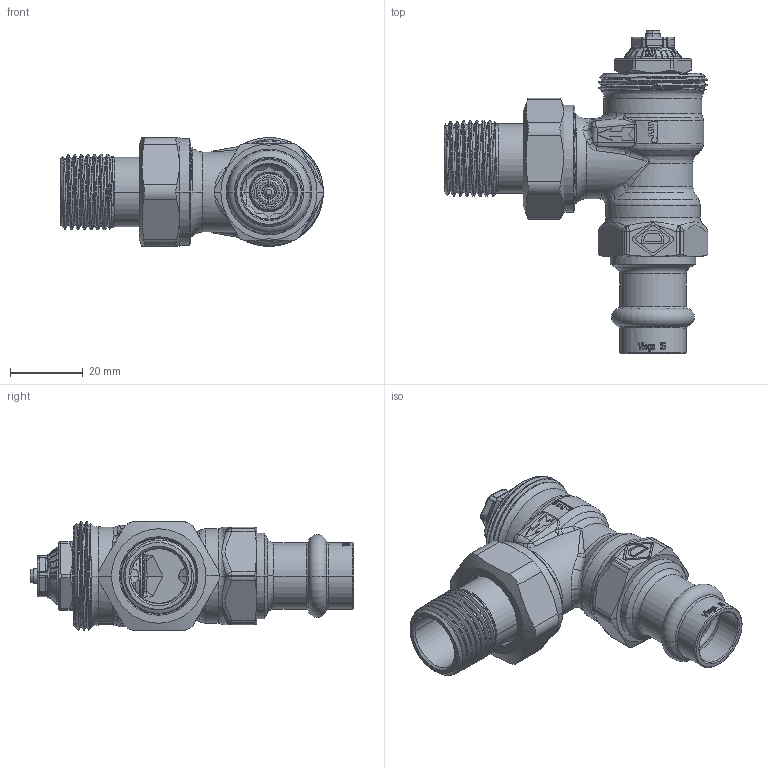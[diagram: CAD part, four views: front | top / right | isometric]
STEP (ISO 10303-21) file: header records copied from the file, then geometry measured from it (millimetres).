
FILE_DESCRIPTION((''),'2;1');
FILE_NAME('3941-15-000-GEW-O-B_SW0002','2015-03-09T',('marann'),(''),'PRO/ENGINEER BY PARAMETRIC TECHNOLOGY CORPORATION, 2011490','PRO/ENGINEER BY PARAMETRIC TECHNOLOGY CORPORATION, 2011490','');
FILE_SCHEMA(('CONFIG_CONTROL_DESIGN'));
Products named in the file (1): 3941-15-000-GEW-O-B_SW0002
Bounding box: 72.58 x 89.05 x 30 mm (x, y, z)
Volume: 31403.2 mm3; surface area: 27554.9 mm2
Topology: 3 solids, 3 shells, 1587 faces, 4118 edges, 2583 vertices
Faces by surface type: plane 629, cylinder 403, bspline 194, torus 149, cone 148, extrusion 50, sphere 14
Entity records: 76396 total; most frequent: CARTESIAN_POINT 40183, ORIENTED_EDGE 8232, DIRECTION 6640, EDGE_CURVE 4116, VERTEX_POINT 2583, AXIS2_PLACEMENT_3D 2546, EDGE_LOOP 1655, FACE_OUTER_BOUND 1587
